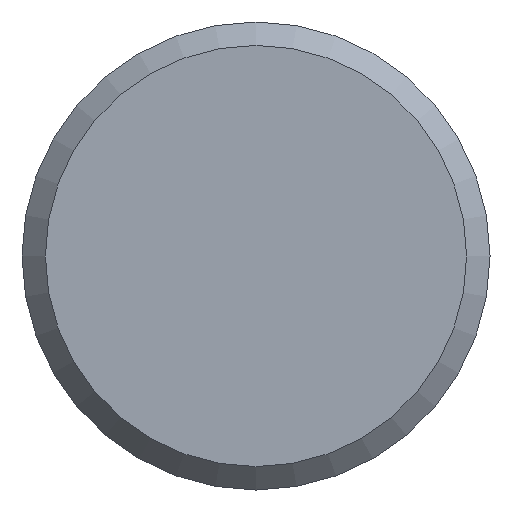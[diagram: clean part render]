
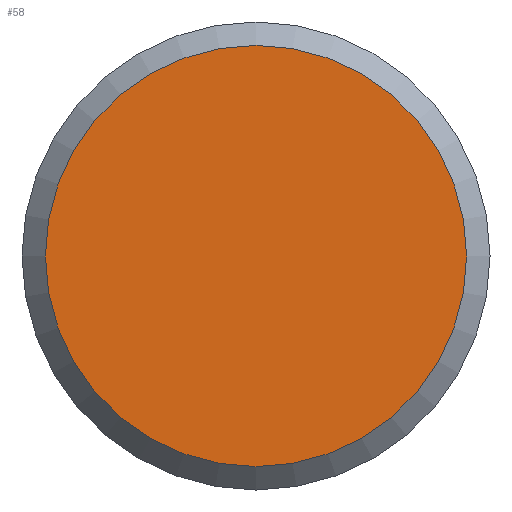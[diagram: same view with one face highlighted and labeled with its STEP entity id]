
A CAD part, front view. The second image highlights one B-rep face of the part: STEP entity #58.
In plain terms, the highlighted planar face has unit normal (0, -1, 0).
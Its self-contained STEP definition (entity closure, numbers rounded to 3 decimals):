
#15=PLANE('',#86);
#23=FACE_OUTER_BOUND('',#30,.T.);
#30=EDGE_LOOP('',(#50));
#35=CIRCLE('',#83,4.5);
#39=VERTEX_POINT('',#114);
#43=EDGE_CURVE('',#39,#39,#35,.T.);
#50=ORIENTED_EDGE('',*,*,#43,.F.);
#58=ADVANCED_FACE('',(#23),#15,.F.);
#83=AXIS2_PLACEMENT_3D('',#115,#96,#97);
#86=AXIS2_PLACEMENT_3D('',#119,#102,#103);
#96=DIRECTION('center_axis',(0.,1.,0.));
#97=DIRECTION('ref_axis',(1.,0.,0.));
#102=DIRECTION('center_axis',(0.,1.,0.));
#103=DIRECTION('ref_axis',(0.,0.,1.));
#114=CARTESIAN_POINT('',(-4.5,-500.,0.));
#115=CARTESIAN_POINT('Origin',(0.,-500.,0.));
#119=CARTESIAN_POINT('Origin',(0.,-500.,0.));
